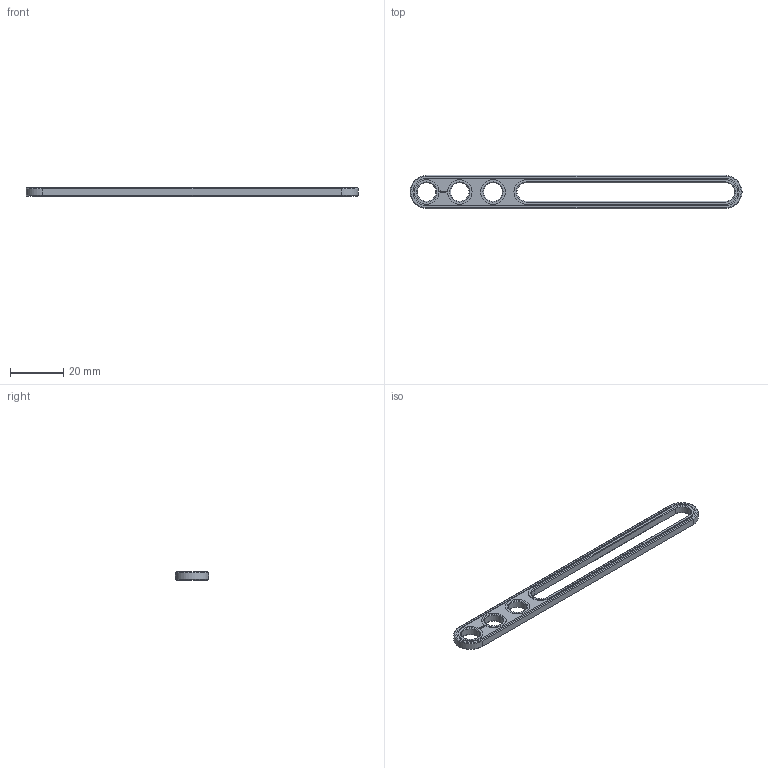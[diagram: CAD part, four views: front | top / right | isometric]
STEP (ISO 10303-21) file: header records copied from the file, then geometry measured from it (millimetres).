
FILE_DESCRIPTION(('FreeCAD Model'),'2;1');
FILE_NAME('Open CASCADE Shape Model','2021-02-25T21:53:28',( 'Paulo Kiefe'),('STEMFIE.org'),'Open CASCADE STEP processor 7.4', 'FreeCAD','Unknown');
FILE_SCHEMA(('AUTOMOTIVE_DESIGN { 1 0 10303 214 1 1 1 1 }'));
Length unit declared in the file: millimetre
Products named in the file (1): Brace_STR_SLT_SE_ERR_-_BU10x01x00.25x07_SPN-BRC-0155_(stemfie.org)
Bounding box: 125 x 12.5 x 3.12 mm (x, y, z)
Volume: 2553.7 mm3; surface area: 3199.3 mm2
Topology: 1 solids, 1 shells, 558 faces, 1538 edges, 1019 vertices
Faces by surface type: plane 340, extrusion 190, cone 14, cylinder 14
Full cylindrical faces by diameter (mm): 7 x3, 9.2 x3
Entity records: 39019 total; most frequent: CARTESIAN_POINT 9711, DIRECTION 4628, VECTOR 3778, LINE 3588, ORIENTED_EDGE 3076, PCURVE 3076, DEFINITIONAL_REPRESENTATION 3076, EDGE_CURVE 1538
